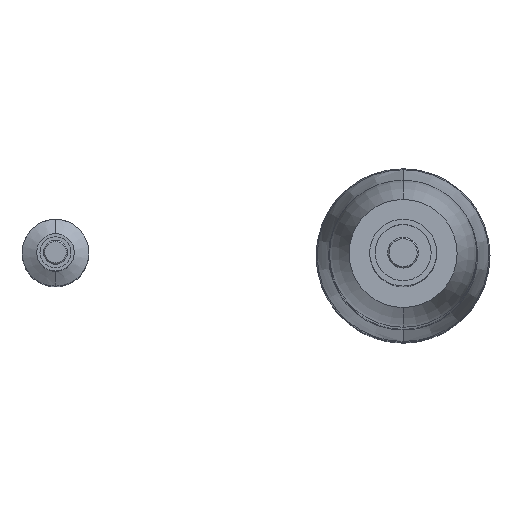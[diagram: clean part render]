
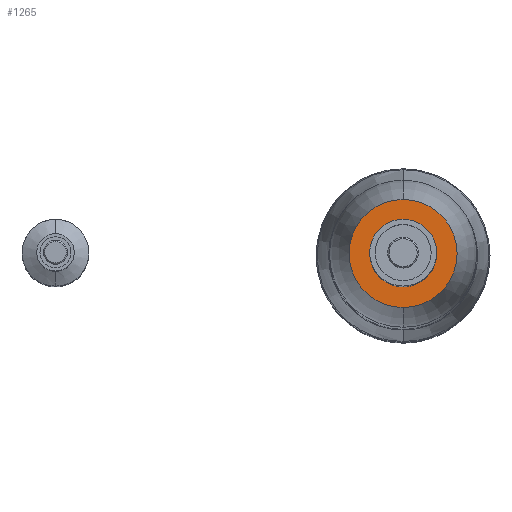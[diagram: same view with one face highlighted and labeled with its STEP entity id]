
A CAD part, top view. The second image highlights one B-rep face of the part: STEP entity #1265.
In plain terms, the highlighted planar face has unit normal (0, 0, 1).
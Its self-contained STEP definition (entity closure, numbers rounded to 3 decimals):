
#1265 = ADVANCED_FACE ( 'NONE', ( #21809, #17620 ), #21582, .F. ) ;
#4368 = CIRCLE ( 'NONE', #35794, 2.4 ) ;
#4721 = ORIENTED_EDGE ( 'NONE', *, *, #4751, .T. ) ;
#4751 = EDGE_CURVE ( 'NONE', #22376, #8770, #15598, .T. ) ;
#6087 = CARTESIAN_POINT ( 'NONE',  ( -30.8, 15.259, -58.6 ) ) ;
#6227 = VERTEX_POINT ( 'NONE', #6087 ) ;
#7613 = DIRECTION ( 'NONE',  ( 0., 0., -1. ) ) ;
#7980 = CARTESIAN_POINT ( 'NONE',  ( -30.8, 19.3, -58.6 ) ) ;
#8126 = AXIS2_PLACEMENT_3D ( 'NONE', #14565, #35840, #21151 ) ;
#8770 = VERTEX_POINT ( 'NONE', #14266 ) ;
#10881 = EDGE_CURVE ( 'NONE', #15515, #6227, #39245, .T. ) ;
#14266 = CARTESIAN_POINT ( 'NONE',  ( -30.8, 21.7, -58.6 ) ) ;
#14565 = CARTESIAN_POINT ( 'NONE',  ( -34.841, 19.3, -58.6 ) ) ;
#15128 = CARTESIAN_POINT ( 'NONE',  ( -30.8, 19.3, -58.6 ) ) ;
#15515 = VERTEX_POINT ( 'NONE', #15975 ) ;
#15598 = CIRCLE ( 'NONE', #17114, 2.4 ) ;
#15975 = CARTESIAN_POINT ( 'NONE',  ( -30.8, 23.341, -58.6 ) ) ;
#16183 = EDGE_LOOP ( 'NONE', ( #45962, #4721 ) ) ;
#17114 = AXIS2_PLACEMENT_3D ( 'NONE', #25519, #28564, #42809 ) ;
#17620 = FACE_OUTER_BOUND ( 'NONE', #20685, .T. ) ;
#18257 = EDGE_CURVE ( 'NONE', #6227, #15515, #26391, .T. ) ;
#19229 = DIRECTION ( 'NONE',  ( 0., -1., 0. ) ) ;
#20554 = DIRECTION ( 'NONE',  ( 0., 0., -1. ) ) ;
#20685 = EDGE_LOOP ( 'NONE', ( #31721, #34686 ) ) ;
#21151 = DIRECTION ( 'NONE',  ( 0., -1., 0. ) ) ;
#21582 = PLANE ( 'NONE',  #8126 ) ;
#21809 = FACE_BOUND ( 'NONE', #16183, .T. ) ;
#22376 = VERTEX_POINT ( 'NONE', #33101 ) ;
#25519 = CARTESIAN_POINT ( 'NONE',  ( -30.8, 19.3, -58.6 ) ) ;
#26391 = CIRCLE ( 'NONE', #43506, 4.041 ) ;
#28564 = DIRECTION ( 'NONE',  ( 0., 0., -1. ) ) ;
#29448 = EDGE_CURVE ( 'NONE', #8770, #22376, #4368, .T. ) ;
#31010 = AXIS2_PLACEMENT_3D ( 'NONE', #15128, #7613, #36369 ) ;
#31721 = ORIENTED_EDGE ( 'NONE', *, *, #18257, .F. ) ;
#33101 = CARTESIAN_POINT ( 'NONE',  ( -30.8, 16.9, -58.6 ) ) ;
#34686 = ORIENTED_EDGE ( 'NONE', *, *, #10881, .F. ) ;
#35794 = AXIS2_PLACEMENT_3D ( 'NONE', #46047, #20554, #41350 ) ;
#35840 = DIRECTION ( 'NONE',  ( 0., 0., -1. ) ) ;
#36369 = DIRECTION ( 'NONE',  ( 0., -1., 0. ) ) ;
#39245 = CIRCLE ( 'NONE', #31010, 4.041 ) ;
#40736 = DIRECTION ( 'NONE',  ( 0., 0., -1. ) ) ;
#41350 = DIRECTION ( 'NONE',  ( 0., 1., 0. ) ) ;
#42809 = DIRECTION ( 'NONE',  ( 0., 1., 0. ) ) ;
#43506 = AXIS2_PLACEMENT_3D ( 'NONE', #7980, #40736, #19229 ) ;
#45962 = ORIENTED_EDGE ( 'NONE', *, *, #29448, .T. ) ;
#46047 = CARTESIAN_POINT ( 'NONE',  ( -30.8, 19.3, -58.6 ) ) ;
